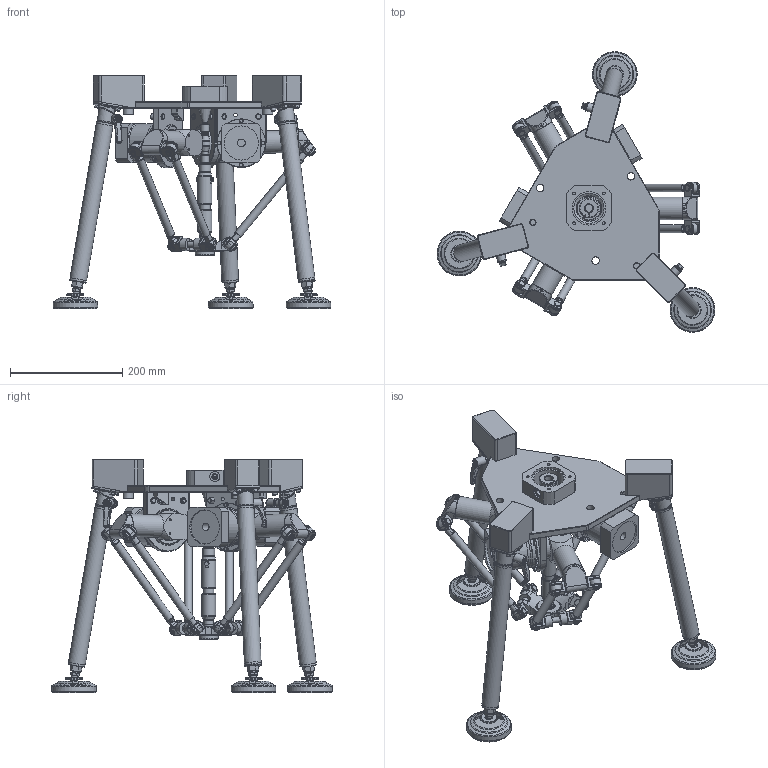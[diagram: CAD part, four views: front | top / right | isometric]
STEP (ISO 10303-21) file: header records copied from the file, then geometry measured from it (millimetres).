
FILE_DESCRIPTION(/* description */ ('Norm.iam Teamplte'),/* implementation_level */ '2;1');
FILE_NAME(/* name */ '3D-model A_00807_mit_Gestell_MT_BGR00106148.stp',/* time_stamp */ '2024-03-18T09:38:35+01:00',/* author */ ('michael.schutter'),/* organization */ (''),/* preprocessor_version */ 'ST-DEVELOPER v19.2',/* originating_system */ 'Autodesk Inventor 2023',/* authorisation */ '');
FILE_SCHEMA (('AUTOMOTIVE_DESIGN { 1 0 10303 214 3 1 1 }'));
Length unit declared in the file: millimetre
Products named in the file (13): MT_BGR00107628 DUMMY A_00807 mit Standbeinen; MT_BGR00018581MT_BGR; MT_WST00057582MT_WST; MT_WST00055511MT_WST; MT_WST00055500MT_WST; MT_WST00057583MT_WST; MT_WST00055512; MT_WST00057585MT_WST; MT_WST00057591MT_WST; MT_WST00057592MT_WST; MT_WST00057589MT_WST; MT_WST00116422 Fuss DUMMY; DIN 912 - M12 x 30
Assembly tree (28 placements, depth 3):
  MT_BGR00107628 DUMMY A_00807 mit Standbeinen
    MT_BGR00018581MT_BGR
      MT_WST00057582MT_WST
      MT_WST00055511MT_WST  x3
      MT_WST00055500MT_WST  x6
      MT_WST00055512  x6
      MT_WST00057583MT_WST
      MT_WST00057585MT_WST
      MT_WST00057591MT_WST
      MT_WST00057592MT_WST
      MT_WST00057589MT_WST
    MT_WST00116422 Fuss DUMMY  x3
    DIN 912 - M12 x 30  x3
Bounding box: 495.74 x 500.65 x 416.95 mm (x, y, z)
Volume: 4734843.7 mm3; surface area: 772904.3 mm2
Topology: 29 solids, 43 shells, 3466 faces, 8358 edges, 5279 vertices
Faces by surface type: plane 1822, cylinder 918, cone 399, torus 164, bspline 156, sphere 7
Full cylindrical faces by diameter (mm): 3.459 x13, 4 x1, 4.917 x4, 5.9 x2, 5.98 x3, 6 x4, 6.5 x3, 7 x30, 8 x63, 8.5 x13, 8.6 x3, 9.99 x3, 10 x34, 10.01 x3, 10.106 x6, 10.376 x1, 11 x5, 12 x18, 13.5 x6, 14 x25, 15 x2, 15.5 x3, 16 x1, 18 x32, 19 x1, 21 x1, 25 x2, 30 x9, 30.45 x3, 34 x2
Entity records: 68089 total; most frequent: CARTESIAN_POINT 22234, DIRECTION 9471, ORIENTED_EDGE 9106, EDGE_CURVE 4553, AXIS2_PLACEMENT_3D 3455, VERTEX_POINT 2921, LINE 2561, VECTOR 2561
